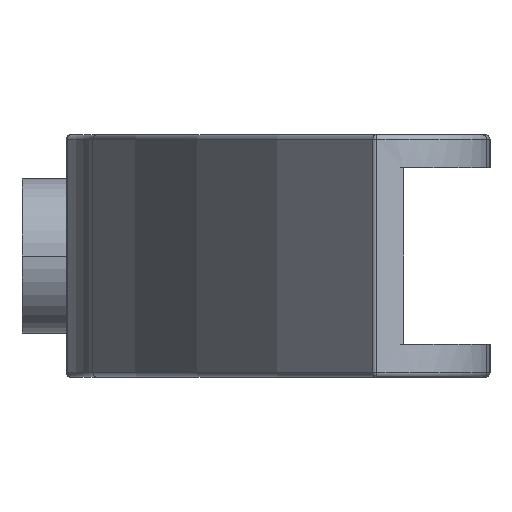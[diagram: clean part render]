
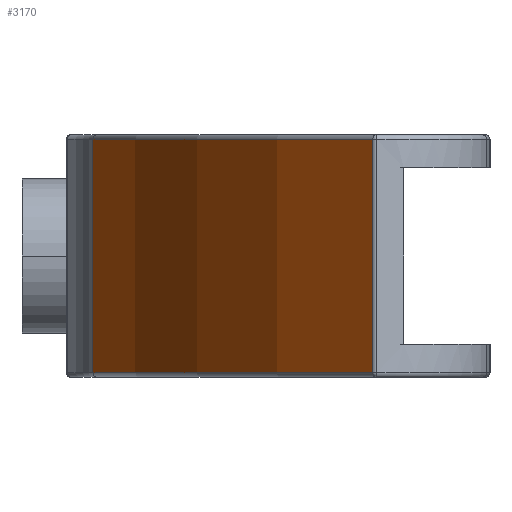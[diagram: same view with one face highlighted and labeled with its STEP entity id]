
A CAD part, left-side view. The second image highlights one B-rep face of the part: STEP entity #3170.
In plain terms, the highlighted cylindrical face has radius 50 mm (diameter 100 mm), a partial arc.
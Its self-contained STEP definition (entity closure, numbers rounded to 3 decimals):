
#56 = ORIENTED_EDGE ( 'NONE', *, *, #2026, .T. ) ;
#190 = CARTESIAN_POINT ( 'NONE',  ( -9.215, 2.685, 11. ) ) ;
#414 = DIRECTION ( 'NONE',  ( 0., 0., 1. ) ) ;
#511 = ORIENTED_EDGE ( 'NONE', *, *, #2549, .T. ) ;
#719 = FACE_OUTER_BOUND ( 'NONE', #3526, .T. ) ;
#861 = CARTESIAN_POINT ( 'NONE',  ( 1.675, -46.114, 10.8 ) ) ;
#1295 = CARTESIAN_POINT ( 'NONE',  ( -9.215, 2.685, 0.2 ) ) ;
#1372 = DIRECTION ( 'NONE',  ( 0., 0., -1. ) ) ;
#1441 = DIRECTION ( 'NONE',  ( 0., 0., 1. ) ) ;
#1567 = AXIS2_PLACEMENT_3D ( 'NONE', #861, #2350, #3167 ) ;
#1696 = VERTEX_POINT ( 'NONE', #1295 ) ;
#2026 = EDGE_CURVE ( 'NONE', #3680, #4090, #3843, .T. ) ;
#2208 = CYLINDRICAL_SURFACE ( 'NONE', #4049, 50. ) ;
#2319 = VECTOR ( 'NONE', #2863, 1000. ) ;
#2350 = DIRECTION ( 'NONE',  ( 0., 0., -1. ) ) ;
#2433 = CARTESIAN_POINT ( 'NONE',  ( -32.926, -10.021, 0.2 ) ) ;
#2549 = EDGE_CURVE ( 'NONE', #4090, #1696, #4614, .T. ) ;
#2735 = VERTEX_POINT ( 'NONE', #2433 ) ;
#2761 = ORIENTED_EDGE ( 'NONE', *, *, #2880, .T. ) ;
#2863 = DIRECTION ( 'NONE',  ( 0., 0., -1. ) ) ;
#2880 = EDGE_CURVE ( 'NONE', #1696, #2735, #3886, .T. ) ;
#3004 = CARTESIAN_POINT ( 'NONE',  ( -9.215, 2.685, 10.8 ) ) ;
#3007 = CARTESIAN_POINT ( 'NONE',  ( -32.926, -10.021, 11. ) ) ;
#3167 = DIRECTION ( 'NONE',  ( -1., 0., 0. ) ) ;
#3170 = ADVANCED_FACE ( 'NONE', ( #719 ), #2208, .T. ) ;
#3197 = VECTOR ( 'NONE', #414, 1000. ) ;
#3208 = EDGE_CURVE ( 'NONE', #2735, #3680, #4585, .T. ) ;
#3352 = CARTESIAN_POINT ( 'NONE',  ( 1.675, -46.114, 11. ) ) ;
#3526 = EDGE_LOOP ( 'NONE', ( #4596, #56, #511, #2761 ) ) ;
#3680 = VERTEX_POINT ( 'NONE', #4290 ) ;
#3843 = CIRCLE ( 'NONE', #1567, 50. ) ;
#3886 = CIRCLE ( 'NONE', #3967, 50. ) ;
#3967 = AXIS2_PLACEMENT_3D ( 'NONE', #4833, #1441, #4444 ) ;
#4049 = AXIS2_PLACEMENT_3D ( 'NONE', #3352, #1372, #4371 ) ;
#4090 = VERTEX_POINT ( 'NONE', #3004 ) ;
#4290 = CARTESIAN_POINT ( 'NONE',  ( -32.926, -10.021, 10.8 ) ) ;
#4371 = DIRECTION ( 'NONE',  ( -1., 0., 0. ) ) ;
#4444 = DIRECTION ( 'NONE',  ( -1., 0., 0. ) ) ;
#4585 = LINE ( 'NONE', #3007, #3197 ) ;
#4596 = ORIENTED_EDGE ( 'NONE', *, *, #3208, .T. ) ;
#4614 = LINE ( 'NONE', #190, #2319 ) ;
#4833 = CARTESIAN_POINT ( 'NONE',  ( 1.675, -46.114, 0.2 ) ) ;
